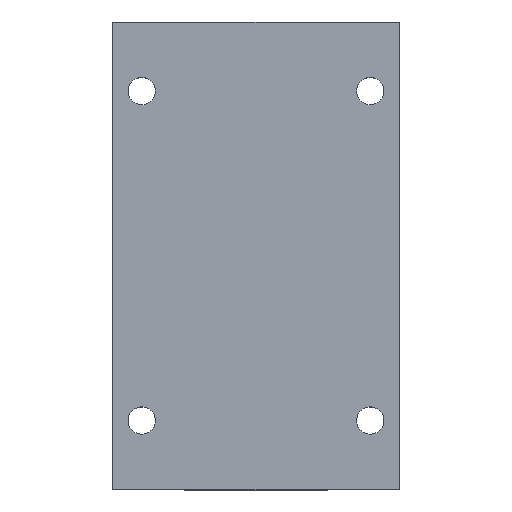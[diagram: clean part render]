
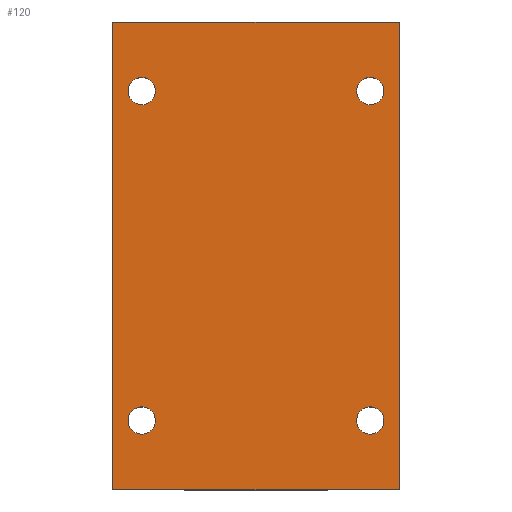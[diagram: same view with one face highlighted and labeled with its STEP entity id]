
A CAD part, top view. The second image highlights one B-rep face of the part: STEP entity #120.
In plain terms, the highlighted planar face has unit normal (0, 0, 1).
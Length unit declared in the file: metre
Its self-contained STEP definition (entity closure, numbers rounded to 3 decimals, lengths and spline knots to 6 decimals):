
#120 = ADVANCED_FACE( '', ( #253, #254, #255, #256, #257 ), #258, .T. );
#253 = FACE_BOUND( '', #384, .T. );
#254 = FACE_BOUND( '', #385, .T. );
#255 = FACE_BOUND( '', #386, .T. );
#256 = FACE_BOUND( '', #387, .T. );
#257 = FACE_OUTER_BOUND( '', #388, .T. );
#258 = PLANE( '', #389 );
#384 = EDGE_LOOP( '', ( #673 ) );
#385 = EDGE_LOOP( '', ( #674 ) );
#386 = EDGE_LOOP( '', ( #675 ) );
#387 = EDGE_LOOP( '', ( #676 ) );
#388 = EDGE_LOOP( '', ( #677, #678, #679, #680 ) );
#389 = AXIS2_PLACEMENT_3D( '', #681, #682, #683 );
#673 = ORIENTED_EDGE( '', *, *, #709, .F. );
#674 = ORIENTED_EDGE( '', *, *, #805, .F. );
#675 = ORIENTED_EDGE( '', *, *, #783, .F. );
#676 = ORIENTED_EDGE( '', *, *, #700, .F. );
#677 = ORIENTED_EDGE( '', *, *, #735, .F. );
#678 = ORIENTED_EDGE( '', *, *, #771, .F. );
#679 = ORIENTED_EDGE( '', *, *, #799, .T. );
#680 = ORIENTED_EDGE( '', *, *, #802, .T. );
#681 = CARTESIAN_POINT( '', ( -0.054, -0.088, 0.044 ) );
#682 = DIRECTION( '', ( 0., 0., 1. ) );
#683 = DIRECTION( '', ( 1., 0., 0. ) );
#700 = EDGE_CURVE( '', #817, #817, #818, .T. );
#709 = EDGE_CURVE( '', #833, #833, #834, .T. );
#735 = EDGE_CURVE( '', #878, #880, #881, .T. );
#771 = EDGE_CURVE( '', #935, #878, #937, .T. );
#783 = EDGE_CURVE( '', #951, #951, #952, .T. );
#799 = EDGE_CURVE( '', #935, #971, #973, .T. );
#802 = EDGE_CURVE( '', #971, #880, #976, .T. );
#805 = EDGE_CURVE( '', #979, #979, #980, .T. );
#817 = VERTEX_POINT( '', #993 );
#818 = CIRCLE( '', #994, 0.00515 );
#833 = VERTEX_POINT( '', #1012 );
#834 = CIRCLE( '', #1013, 0.00515 );
#878 = VERTEX_POINT( '', #1074 );
#880 = VERTEX_POINT( '', #1077 );
#881 = LINE( '', #1078, #1079 );
#935 = VERTEX_POINT( '', #1214 );
#937 = LINE( '', #1217, #1218 );
#951 = VERTEX_POINT( '', #1238 );
#952 = CIRCLE( '', #1239, 0.00515 );
#971 = VERTEX_POINT( '', #1263 );
#973 = LINE( '', #1266, #1267 );
#976 = LINE( '', #1271, #1272 );
#979 = VERTEX_POINT( '', #1276 );
#980 = CIRCLE( '', #1277, 0.00515 );
#993 = CARTESIAN_POINT( '', ( 0.04815, 0.062, 0.044 ) );
#994 = AXIS2_PLACEMENT_3D( '', #1290, #1291, #1292 );
#1012 = CARTESIAN_POINT( '', ( -0.03785, 0.062, 0.044 ) );
#1013 = AXIS2_PLACEMENT_3D( '', #1305, #1306, #1307 );
#1074 = CARTESIAN_POINT( '', ( -0.054, 0.088, 0.044 ) );
#1077 = CARTESIAN_POINT( '', ( 0.054, 0.088, 0.044 ) );
#1078 = CARTESIAN_POINT( '', ( -0.054, 0.088, 0.044 ) );
#1079 = VECTOR( '', #1335, 1. );
#1214 = CARTESIAN_POINT( '', ( -0.054, -0.088, 0.044 ) );
#1217 = CARTESIAN_POINT( '', ( -0.054, -0.088, 0.044 ) );
#1218 = VECTOR( '', #1373, 1. );
#1238 = CARTESIAN_POINT( '', ( 0.04815, -0.062, 0.044 ) );
#1239 = AXIS2_PLACEMENT_3D( '', #1383, #1384, #1385 );
#1263 = CARTESIAN_POINT( '', ( 0.054, -0.088, 0.044 ) );
#1266 = CARTESIAN_POINT( '', ( -0.054, -0.088, 0.044 ) );
#1267 = VECTOR( '', #1404, 1. );
#1271 = CARTESIAN_POINT( '', ( 0.054, -0.088, 0.044 ) );
#1272 = VECTOR( '', #1406, 1. );
#1276 = CARTESIAN_POINT( '', ( -0.03785, -0.062, 0.044 ) );
#1277 = AXIS2_PLACEMENT_3D( '', #1408, #1409, #1410 );
#1290 = CARTESIAN_POINT( '', ( 0.043, 0.062, 0.044 ) );
#1291 = DIRECTION( '', ( 0., 0., 1. ) );
#1292 = DIRECTION( '', ( 1., 0., 0. ) );
#1305 = CARTESIAN_POINT( '', ( -0.043, 0.062, 0.044 ) );
#1306 = DIRECTION( '', ( 0., 0., 1. ) );
#1307 = DIRECTION( '', ( 1., 0., 0. ) );
#1335 = DIRECTION( '', ( 1., 0., 0. ) );
#1373 = DIRECTION( '', ( 0., 1., 0. ) );
#1383 = CARTESIAN_POINT( '', ( 0.043, -0.062, 0.044 ) );
#1384 = DIRECTION( '', ( 0., 0., 1. ) );
#1385 = DIRECTION( '', ( 1., 0., 0. ) );
#1404 = DIRECTION( '', ( 1., 0., 0. ) );
#1406 = DIRECTION( '', ( 0., 1., 0. ) );
#1408 = CARTESIAN_POINT( '', ( -0.043, -0.062, 0.044 ) );
#1409 = DIRECTION( '', ( 0., 0., 1. ) );
#1410 = DIRECTION( '', ( 1., 0., 0. ) );
